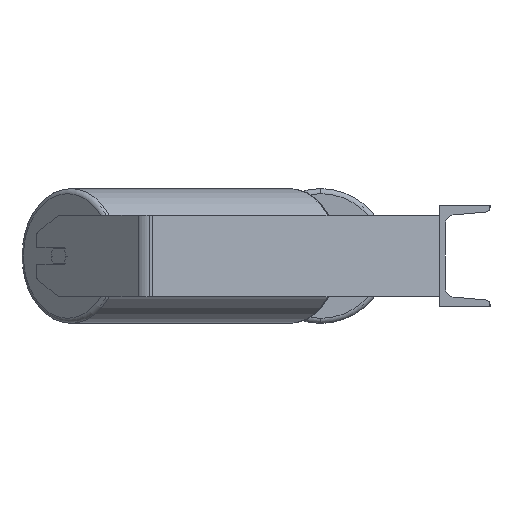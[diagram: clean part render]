
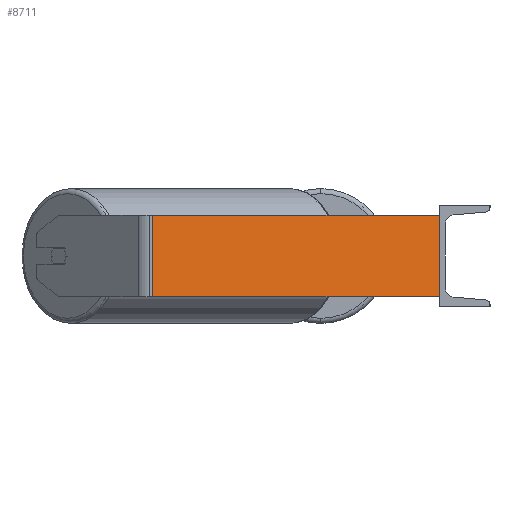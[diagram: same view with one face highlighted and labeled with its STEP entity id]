
A CAD part, left-side view. The second image highlights one B-rep face of the part: STEP entity #8711.
In plain terms, the highlighted planar face has unit normal (-0.985, -0.174, 0).
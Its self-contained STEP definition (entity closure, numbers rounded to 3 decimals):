
#107 = DIRECTION ( 'NONE',  ( 0., 0., -1. ) ) ;
#350 = DIRECTION ( 'NONE',  ( 0.174, -0.985, 0. ) ) ;
#609 = VERTEX_POINT ( 'NONE', #4580 ) ;
#1690 = VECTOR ( 'NONE', #107, 1000. ) ;
#2499 = EDGE_CURVE ( 'NONE', #6238, #609, #7522, .T. ) ;
#3000 = VERTEX_POINT ( 'NONE', #7311 ) ;
#3023 = ORIENTED_EDGE ( 'NONE', *, *, #5729, .T. ) ;
#3075 = LINE ( 'NONE', #6680, #6950 ) ;
#3300 = DIRECTION ( 'NONE',  ( -0.174, 0.985, 0. ) ) ;
#3710 = EDGE_LOOP ( 'NONE', ( #6614, #8084, #7634, #3023 ) ) ;
#3712 = CARTESIAN_POINT ( 'NONE',  ( -534.915, 283.082, -40. ) ) ;
#3863 = VERTEX_POINT ( 'NONE', #7831 ) ;
#3904 = PLANE ( 'NONE',  #5403 ) ;
#4232 = EDGE_CURVE ( 'NONE', #3000, #3863, #3075, .T. ) ;
#4580 = CARTESIAN_POINT ( 'NONE',  ( -485., 0., -40. ) ) ;
#4710 = DIRECTION ( 'NONE',  ( 0.985, 0.174, 0. ) ) ;
#4771 = DIRECTION ( 'NONE',  ( 0., 0., -1. ) ) ;
#5175 = LINE ( 'NONE', #6536, #1690 ) ;
#5305 = CARTESIAN_POINT ( 'NONE',  ( -536.361, 291.285, 40. ) ) ;
#5379 = CARTESIAN_POINT ( 'NONE',  ( -536.361, 291.285, -40. ) ) ;
#5403 = AXIS2_PLACEMENT_3D ( 'NONE', #5305, #4710, #3300 ) ;
#5469 = LINE ( 'NONE', #8294, #6828 ) ;
#5729 = EDGE_CURVE ( 'NONE', #3000, #6238, #5469, .T. ) ;
#5811 = VECTOR ( 'NONE', #8155, 1000. ) ;
#6238 = VERTEX_POINT ( 'NONE', #3712 ) ;
#6536 = CARTESIAN_POINT ( 'NONE',  ( -485., 0., 40. ) ) ;
#6614 = ORIENTED_EDGE ( 'NONE', *, *, #2499, .T. ) ;
#6680 = CARTESIAN_POINT ( 'NONE',  ( -536.361, 291.285, 40. ) ) ;
#6828 = VECTOR ( 'NONE', #4771, 1000. ) ;
#6950 = VECTOR ( 'NONE', #350, 1000. ) ;
#7073 = EDGE_CURVE ( 'NONE', #3863, #609, #5175, .T. ) ;
#7311 = CARTESIAN_POINT ( 'NONE',  ( -534.915, 283.082, 40. ) ) ;
#7522 = LINE ( 'NONE', #5379, #5811 ) ;
#7634 = ORIENTED_EDGE ( 'NONE', *, *, #4232, .F. ) ;
#7831 = CARTESIAN_POINT ( 'NONE',  ( -485., 0., 40. ) ) ;
#7837 = FACE_OUTER_BOUND ( 'NONE', #3710, .T. ) ;
#8084 = ORIENTED_EDGE ( 'NONE', *, *, #7073, .F. ) ;
#8155 = DIRECTION ( 'NONE',  ( 0.174, -0.985, 0. ) ) ;
#8294 = CARTESIAN_POINT ( 'NONE',  ( -534.915, 283.082, 40. ) ) ;
#8711 = ADVANCED_FACE ( 'NONE', ( #7837 ), #3904, .F. ) ;
